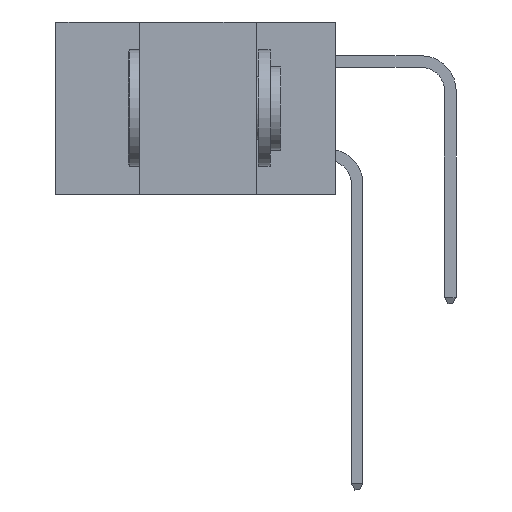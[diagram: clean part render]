
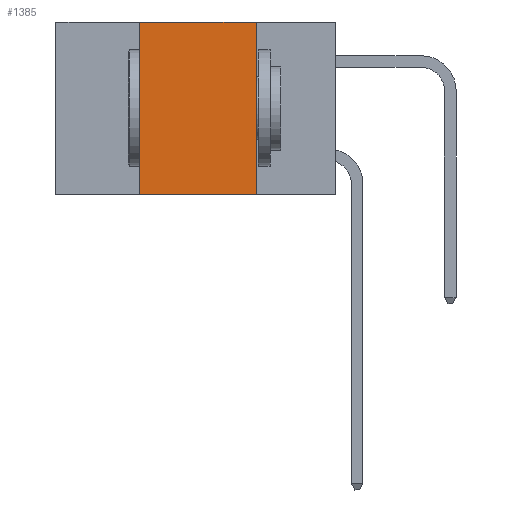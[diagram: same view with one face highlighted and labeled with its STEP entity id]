
A CAD part, left-side view. The second image highlights one B-rep face of the part: STEP entity #1385.
In plain terms, the highlighted planar face has unit normal (-1, 0, 0).
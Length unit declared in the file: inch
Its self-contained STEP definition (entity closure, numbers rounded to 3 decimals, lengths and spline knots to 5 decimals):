
#16 = VECTOR ( 'NONE', #6304, 39.37008 ) ;
#77 = VERTEX_POINT ( 'NONE', #13198 ) ;
#1385 = ADVANCED_FACE ( 'NONE', ( #11292 ), #26339, .F. ) ;
#1555 = EDGE_LOOP ( 'NONE', ( #12800, #7044, #18559, #20214 ) ) ;
#3012 = EDGE_CURVE ( 'NONE', #7113, #18048, #13988, .T. ) ;
#3267 = CARTESIAN_POINT ( 'NONE',  ( 0., 0.42, 0. ) ) ;
#5787 = DIRECTION ( 'NONE',  ( 0., 0., 1. ) ) ;
#5822 = LINE ( 'NONE', #28085, #16 ) ;
#6102 = EDGE_CURVE ( 'NONE', #7113, #77, #25782, .T. ) ;
#6304 = DIRECTION ( 'NONE',  ( 0., -1., 0. ) ) ;
#6550 = DIRECTION ( 'NONE',  ( 0., 0., -1. ) ) ;
#7044 = ORIENTED_EDGE ( 'NONE', *, *, #24338, .F. ) ;
#7113 = VERTEX_POINT ( 'NONE', #9182 ) ;
#9182 = CARTESIAN_POINT ( 'NONE',  ( 0., 0.42, -0.37 ) ) ;
#11292 = FACE_OUTER_BOUND ( 'NONE', #1555, .T. ) ;
#11546 = VECTOR ( 'NONE', #5787, 39.37008 ) ;
#11988 = EDGE_CURVE ( 'NONE', #27016, #77, #22231, .T. ) ;
#12800 = ORIENTED_EDGE ( 'NONE', *, *, #11988, .F. ) ;
#13198 = CARTESIAN_POINT ( 'NONE',  ( 0., 0.17, -0.37 ) ) ;
#13988 = LINE ( 'NONE', #25568, #11546 ) ;
#14169 = CARTESIAN_POINT ( 'NONE',  ( 0., 0.17, 0. ) ) ;
#17018 = AXIS2_PLACEMENT_3D ( 'NONE', #19757, #24226, #6550 ) ;
#18048 = VERTEX_POINT ( 'NONE', #3267 ) ;
#18303 = CARTESIAN_POINT ( 'NONE',  ( 0., 0.17, 0. ) ) ;
#18559 = ORIENTED_EDGE ( 'NONE', *, *, #3012, .F. ) ;
#19757 = CARTESIAN_POINT ( 'NONE',  ( 0., 0.6, 0. ) ) ;
#20214 = ORIENTED_EDGE ( 'NONE', *, *, #6102, .T. ) ;
#20951 = DIRECTION ( 'NONE',  ( 0., 0., -1. ) ) ;
#21060 = DIRECTION ( 'NONE',  ( 0., -1., 0. ) ) ;
#21338 = CARTESIAN_POINT ( 'NONE',  ( 0., 0.6, -0.37 ) ) ;
#22231 = LINE ( 'NONE', #14169, #23935 ) ;
#23935 = VECTOR ( 'NONE', #20951, 39.37008 ) ;
#24226 = DIRECTION ( 'NONE',  ( 1., 0., 0. ) ) ;
#24338 = EDGE_CURVE ( 'NONE', #18048, #27016, #5822, .T. ) ;
#25568 = CARTESIAN_POINT ( 'NONE',  ( 0., 0.42, 0. ) ) ;
#25782 = LINE ( 'NONE', #21338, #27458 ) ;
#26339 = PLANE ( 'NONE',  #17018 ) ;
#27016 = VERTEX_POINT ( 'NONE', #18303 ) ;
#27458 = VECTOR ( 'NONE', #21060, 39.37008 ) ;
#28085 = CARTESIAN_POINT ( 'NONE',  ( 0., 0.6, 0. ) ) ;
